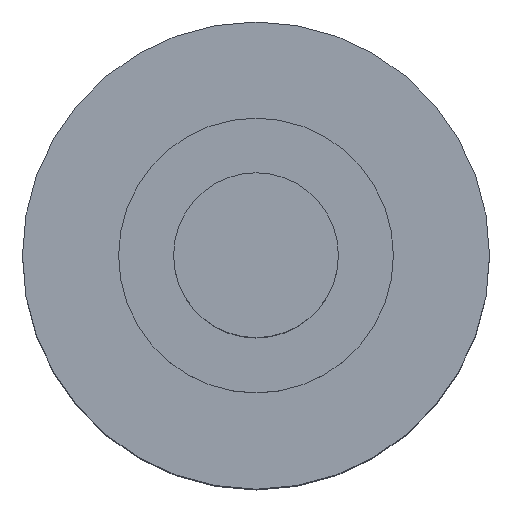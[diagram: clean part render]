
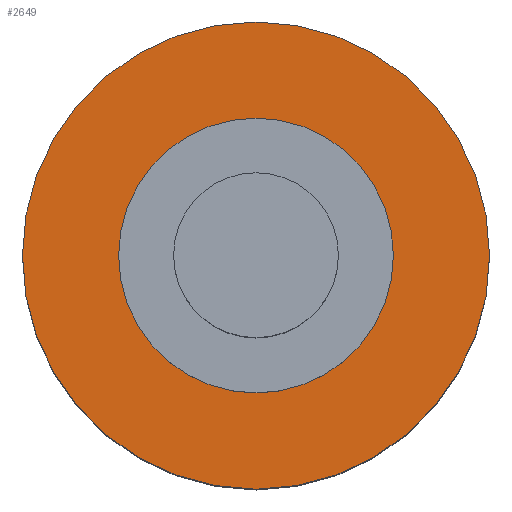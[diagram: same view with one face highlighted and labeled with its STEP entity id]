
A CAD part, top view. The second image highlights one B-rep face of the part: STEP entity #2649.
In plain terms, the highlighted planar face has unit normal (0, 0, 1).
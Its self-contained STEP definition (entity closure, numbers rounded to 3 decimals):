
#94 = CARTESIAN_POINT ( 'NONE',  ( 0., 0., -0.5 ) ) ;
#297 = CARTESIAN_POINT ( 'NONE',  ( -10., 0., -0.5 ) ) ;
#488 = CARTESIAN_POINT ( 'NONE',  ( 17., 0., -0.5 ) ) ;
#667 = DIRECTION ( 'NONE',  ( 1., 0., 0. ) ) ;
#785 = AXIS2_PLACEMENT_3D ( 'NONE', #7021, #1288, #6475 ) ;
#1288 = DIRECTION ( 'NONE',  ( 0., 0., 1. ) ) ;
#1351 = CIRCLE ( 'NONE', #1511, 10. ) ;
#1392 = CIRCLE ( 'NONE', #5622, 17. ) ;
#1511 = AXIS2_PLACEMENT_3D ( 'NONE', #4916, #5032, #5273 ) ;
#1625 = EDGE_CURVE ( 'NONE', #1949, #2302, #1351, .T. ) ;
#1949 = VERTEX_POINT ( 'NONE', #297 ) ;
#1981 = EDGE_LOOP ( 'NONE', ( #6200, #3046 ) ) ;
#2049 = CARTESIAN_POINT ( 'NONE',  ( 10., 0., -0.5 ) ) ;
#2302 = VERTEX_POINT ( 'NONE', #2049 ) ;
#2369 = ORIENTED_EDGE ( 'NONE', *, *, #7080, .T. ) ;
#2425 = EDGE_CURVE ( 'NONE', #2302, #1949, #2568, .T. ) ;
#2568 = CIRCLE ( 'NONE', #3729, 10. ) ;
#2649 = ADVANCED_FACE ( 'NONE', ( #3724, #5188 ), #6504, .T. ) ;
#2937 = DIRECTION ( 'NONE',  ( 0., 0., 1. ) ) ;
#3046 = ORIENTED_EDGE ( 'NONE', *, *, #2425, .F. ) ;
#3471 = CARTESIAN_POINT ( 'NONE',  ( -17., 0., -0.5 ) ) ;
#3625 = DIRECTION ( 'NONE',  ( 0., 0., 1. ) ) ;
#3724 = FACE_OUTER_BOUND ( 'NONE', #6360, .T. ) ;
#3729 = AXIS2_PLACEMENT_3D ( 'NONE', #7000, #3625, #7029 ) ;
#4038 = DIRECTION ( 'NONE',  ( 0., 0., 1. ) ) ;
#4385 = VERTEX_POINT ( 'NONE', #3471 ) ;
#4916 = CARTESIAN_POINT ( 'NONE',  ( 0., 0., -0.5 ) ) ;
#5032 = DIRECTION ( 'NONE',  ( 0., 0., 1. ) ) ;
#5188 = FACE_BOUND ( 'NONE', #1981, .T. ) ;
#5273 = DIRECTION ( 'NONE',  ( 1., 0., 0. ) ) ;
#5276 = VERTEX_POINT ( 'NONE', #488 ) ;
#5605 = CIRCLE ( 'NONE', #5657, 17. ) ;
#5622 = AXIS2_PLACEMENT_3D ( 'NONE', #94, #4038, #667 ) ;
#5657 = AXIS2_PLACEMENT_3D ( 'NONE', #6284, #2937, #6853 ) ;
#6157 = ORIENTED_EDGE ( 'NONE', *, *, #6394, .T. ) ;
#6200 = ORIENTED_EDGE ( 'NONE', *, *, #1625, .F. ) ;
#6284 = CARTESIAN_POINT ( 'NONE',  ( 0., 0., -0.5 ) ) ;
#6360 = EDGE_LOOP ( 'NONE', ( #2369, #6157 ) ) ;
#6394 = EDGE_CURVE ( 'NONE', #5276, #4385, #5605, .T. ) ;
#6475 = DIRECTION ( 'NONE',  ( 1., 0., 0. ) ) ;
#6504 = PLANE ( 'NONE',  #785 ) ;
#6853 = DIRECTION ( 'NONE',  ( 1., 0., 0. ) ) ;
#7000 = CARTESIAN_POINT ( 'NONE',  ( 0., 0., -0.5 ) ) ;
#7021 = CARTESIAN_POINT ( 'NONE',  ( 0., 0., -0.5 ) ) ;
#7029 = DIRECTION ( 'NONE',  ( 1., 0., 0. ) ) ;
#7080 = EDGE_CURVE ( 'NONE', #4385, #5276, #1392, .T. ) ;
